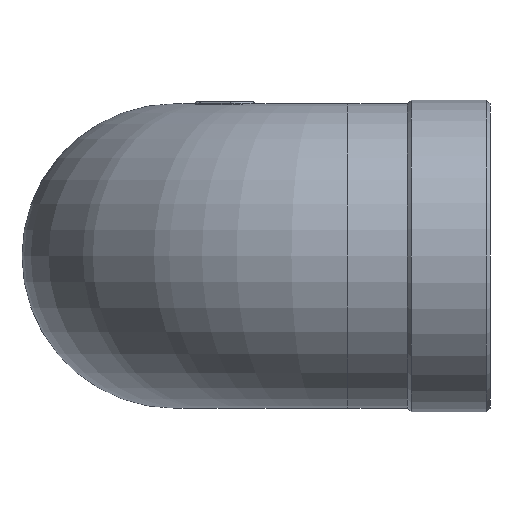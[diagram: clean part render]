
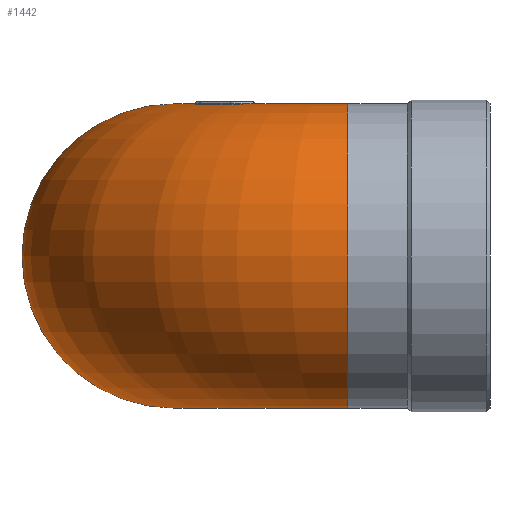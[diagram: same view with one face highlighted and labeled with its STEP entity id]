
A CAD part, left-side view. The second image highlights one B-rep face of the part: STEP entity #1442.
In plain terms, the highlighted toroidal (fillet/blend) face has major radius 24.2 mm and minor radius 21.2 mm.
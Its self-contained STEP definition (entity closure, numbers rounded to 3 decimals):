
#49=CIRCLE('',#1512,21.2);
#52=CIRCLE('',#1516,21.2);
#62=TOROIDAL_SURFACE('',#1534,24.2,21.2);
#151=B_SPLINE_CURVE_WITH_KNOTS('',3,(#2781,#2782,#2783,#2784),
 .UNSPECIFIED.,.F.,.F.,(4,4),(0.,0.006),.UNSPECIFIED.);
#152=B_SPLINE_CURVE_WITH_KNOTS('',3,(#2786,#2787,#2788,#2789,#2790),
 .UNSPECIFIED.,.F.,.F.,(4,1,4),(0.,0.002,
0.004),.UNSPECIFIED.);
#153=B_SPLINE_CURVE_WITH_KNOTS('',3,(#2796,#2797,#2798,#2799),
 .UNSPECIFIED.,.F.,.F.,(4,4),(0.,0.006),
 .UNSPECIFIED.);
#154=B_SPLINE_CURVE_WITH_KNOTS('',3,(#2811,#2812,#2813,#2814,#2815),
 .UNSPECIFIED.,.F.,.F.,(4,1,4),(0.,0.001,
0.003),.UNSPECIFIED.);
#155=B_SPLINE_CURVE_WITH_KNOTS('',3,(#2819,#2820,#2821,#2822,#2823),
 .UNSPECIFIED.,.F.,.F.,(4,1,4),(0.,0.002,
0.004),.UNSPECIFIED.);
#156=B_SPLINE_CURVE_WITH_KNOTS('',3,(#2855,#2856,#2857,#2858,#2859),
 .UNSPECIFIED.,.F.,.F.,(4,1,4),(-0.001,0.,
0.002),.UNSPECIFIED.);
#547=ORIENTED_EDGE('',*,*,#748,.F.);
#548=ORIENTED_EDGE('',*,*,#745,.T.);
#549=ORIENTED_EDGE('',*,*,#737,.T.);
#550=ORIENTED_EDGE('',*,*,#742,.T.);
#551=ORIENTED_EDGE('',*,*,#734,.T.);
#552=ORIENTED_EDGE('',*,*,#733,.T.);
#553=ORIENTED_EDGE('',*,*,#744,.T.);
#554=ORIENTED_EDGE('',*,*,#755,.T.);
#733=EDGE_CURVE('',#874,#875,#151,.T.);
#734=EDGE_CURVE('',#865,#874,#152,.T.);
#737=EDGE_CURVE('',#876,#877,#153,.T.);
#742=EDGE_CURVE('',#877,#865,#154,.T.);
#744=EDGE_CURVE('',#875,#882,#155,.T.);
#745=EDGE_CURVE('',#883,#883,#49,.T.);
#748=EDGE_CURVE('',#886,#886,#52,.T.);
#755=EDGE_CURVE('',#882,#876,#156,.T.);
#865=VERTEX_POINT('',#2753);
#874=VERTEX_POINT('',#2778);
#875=VERTEX_POINT('',#2780);
#876=VERTEX_POINT('',#2793);
#877=VERTEX_POINT('',#2795);
#882=VERTEX_POINT('',#2818);
#883=VERTEX_POINT('',#2826);
#886=VERTEX_POINT('',#2833);
#1216=EDGE_LOOP('',(#547));
#1217=EDGE_LOOP('',(#548));
#1218=EDGE_LOOP('',(#549,#550,#551,#552,#553,#554));
#1320=FACE_BOUND('',#1216,.T.);
#1321=FACE_BOUND('',#1217,.T.);
#1322=FACE_BOUND('',#1218,.T.);
#1442=ADVANCED_FACE('',(#1320,#1321,#1322),#62,.T.);
#1512=AXIS2_PLACEMENT_3D('',#2825,#1760,#1761);
#1516=AXIS2_PLACEMENT_3D('',#2832,#1768,#1769);
#1534=AXIS2_PLACEMENT_3D('',#2862,#1804,#1805);
#1760=DIRECTION('',(0.,1.,0.));
#1761=DIRECTION('',(0.,0.,1.));
#1768=DIRECTION('',(1.,0.,0.));
#1769=DIRECTION('',(0.,0.,1.));
#1804=DIRECTION('',(0.,0.,-1.));
#1805=DIRECTION('',(-1.,0.,0.));
#2753=CARTESIAN_POINT('',(3.958,33.063,21.2));
#2778=CARTESIAN_POINT('',(3.552,36.205,21.089));
#2780=CARTESIAN_POINT('',(7.795,40.448,21.089));
#2781=CARTESIAN_POINT('',(3.552,36.205,21.089));
#2782=CARTESIAN_POINT('',(4.967,37.619,21.112));
#2783=CARTESIAN_POINT('',(6.381,39.033,21.112));
#2784=CARTESIAN_POINT('',(7.795,40.448,21.089));
#2786=CARTESIAN_POINT('',(3.958,33.063,21.2));
#2787=CARTESIAN_POINT('',(3.427,33.374,21.2));
#2788=CARTESIAN_POINT('',(2.694,34.493,21.134));
#2789=CARTESIAN_POINT('',(3.118,35.77,21.081));
#2790=CARTESIAN_POINT('',(3.552,36.205,21.089));
#2793=CARTESIAN_POINT('',(10.624,37.619,21.124));
#2795=CARTESIAN_POINT('',(6.381,33.376,21.124));
#2796=CARTESIAN_POINT('',(10.624,37.619,21.124));
#2797=CARTESIAN_POINT('',(9.209,36.205,21.101));
#2798=CARTESIAN_POINT('',(7.795,34.791,21.101));
#2799=CARTESIAN_POINT('',(6.381,33.376,21.124));
#2811=CARTESIAN_POINT('',(6.381,33.376,21.124));
#2812=CARTESIAN_POINT('',(6.068,33.064,21.129));
#2813=CARTESIAN_POINT('',(5.244,32.662,21.168));
#2814=CARTESIAN_POINT('',(4.34,32.841,21.2));
#2815=CARTESIAN_POINT('',(3.958,33.063,21.2));
#2818=CARTESIAN_POINT('',(10.937,40.042,21.2));
#2819=CARTESIAN_POINT('',(7.795,40.448,21.089));
#2820=CARTESIAN_POINT('',(8.23,40.882,21.081));
#2821=CARTESIAN_POINT('',(9.5,41.306,21.133));
#2822=CARTESIAN_POINT('',(10.626,40.573,21.2));
#2823=CARTESIAN_POINT('',(10.937,40.042,21.2));
#2825=CARTESIAN_POINT('',(0.,19.8,0.));
#2826=CARTESIAN_POINT('',(0.,19.8,21.2));
#2832=CARTESIAN_POINT('',(24.2,44.,0.));
#2833=CARTESIAN_POINT('',(24.2,44.,21.2));
#2855=CARTESIAN_POINT('',(10.937,40.042,21.2));
#2856=CARTESIAN_POINT('',(11.159,39.66,21.2));
#2857=CARTESIAN_POINT('',(11.338,38.757,21.168));
#2858=CARTESIAN_POINT('',(10.936,37.931,21.129));
#2859=CARTESIAN_POINT('',(10.624,37.619,21.124));
#2862=CARTESIAN_POINT('',(24.2,19.8,0.));
